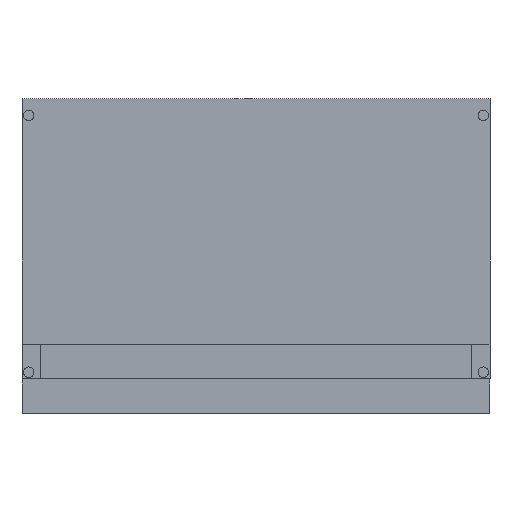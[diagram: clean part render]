
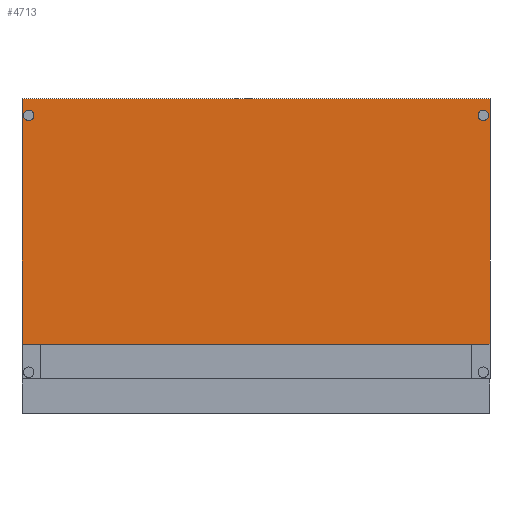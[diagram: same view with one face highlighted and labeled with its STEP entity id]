
A CAD part, front view. The second image highlights one B-rep face of the part: STEP entity #4713.
In plain terms, the highlighted planar face has unit normal (0, -1, 0).
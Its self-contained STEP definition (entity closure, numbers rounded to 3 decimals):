
#183 = EDGE_LOOP ( 'NONE', ( #5437, #830, #968, #5902 ) ) ;
#246 = EDGE_CURVE ( 'NONE', #4148, #1282, #1097, .T. ) ;
#629 = CARTESIAN_POINT ( 'NONE',  ( 557.5, 0., -292.5 ) ) ;
#807 = VECTOR ( 'NONE', #4362, 1000. ) ;
#830 = ORIENTED_EDGE ( 'NONE', *, *, #5436, .F. ) ;
#968 = ORIENTED_EDGE ( 'NONE', *, *, #3919, .F. ) ;
#1012 = CARTESIAN_POINT ( 'NONE',  ( -557.5, 0., 292.5 ) ) ;
#1097 = LINE ( 'NONE', #5754, #807 ) ;
#1282 = VERTEX_POINT ( 'NONE', #1471 ) ;
#1471 = CARTESIAN_POINT ( 'NONE',  ( -557.5, 0., -292.5 ) ) ;
#1479 = DIRECTION ( 'NONE',  ( 0., 0., 1. ) ) ;
#1490 = AXIS2_PLACEMENT_3D ( 'NONE', #5227, #6186, #6211 ) ;
#1834 = DIRECTION ( 'NONE',  ( 0., 0., -1. ) ) ;
#1910 = PLANE ( 'NONE',  #1490 ) ;
#2254 = LINE ( 'NONE', #4058, #3319 ) ;
#2354 = FACE_OUTER_BOUND ( 'NONE', #183, .T. ) ;
#2421 = EDGE_CURVE ( 'NONE', #5908, #4148, #5264, .T. ) ;
#2742 = VECTOR ( 'NONE', #1834, 1000. ) ;
#2755 = CARTESIAN_POINT ( 'NONE',  ( 557.5, 0., 292.5 ) ) ;
#2920 = LINE ( 'NONE', #1012, #6194 ) ;
#3319 = VECTOR ( 'NONE', #5886, 1000. ) ;
#3919 = EDGE_CURVE ( 'NONE', #1282, #3937, #2920, .T. ) ;
#3937 = VERTEX_POINT ( 'NONE', #4829 ) ;
#4058 = CARTESIAN_POINT ( 'NONE',  ( -557.5, 0., 292.5 ) ) ;
#4148 = VERTEX_POINT ( 'NONE', #629 ) ;
#4362 = DIRECTION ( 'NONE',  ( -1., 0., 0. ) ) ;
#4713 = ADVANCED_FACE ( 'NONE', ( #2354 ), #1910, .T. ) ;
#4829 = CARTESIAN_POINT ( 'NONE',  ( -557.5, 0., 292.5 ) ) ;
#5227 = CARTESIAN_POINT ( 'NONE',  ( 0., 0., 0. ) ) ;
#5264 = LINE ( 'NONE', #2755, #2742 ) ;
#5414 = CARTESIAN_POINT ( 'NONE',  ( 557.5, 0., 292.5 ) ) ;
#5436 = EDGE_CURVE ( 'NONE', #3937, #5908, #2254, .T. ) ;
#5437 = ORIENTED_EDGE ( 'NONE', *, *, #2421, .F. ) ;
#5754 = CARTESIAN_POINT ( 'NONE',  ( -557.5, 0., -292.5 ) ) ;
#5886 = DIRECTION ( 'NONE',  ( 1., 0., 0. ) ) ;
#5902 = ORIENTED_EDGE ( 'NONE', *, *, #246, .F. ) ;
#5908 = VERTEX_POINT ( 'NONE', #5414 ) ;
#6186 = DIRECTION ( 'NONE',  ( 0., -1., 0. ) ) ;
#6194 = VECTOR ( 'NONE', #1479, 1000. ) ;
#6211 = DIRECTION ( 'NONE',  ( 0., 0., -1. ) ) ;
